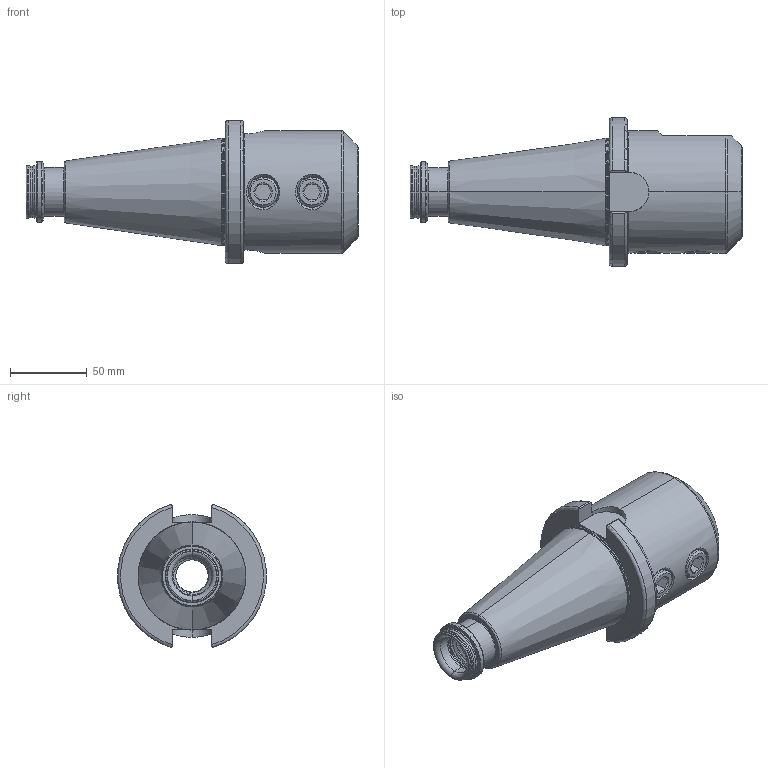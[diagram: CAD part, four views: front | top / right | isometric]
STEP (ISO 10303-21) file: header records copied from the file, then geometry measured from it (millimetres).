
FILE_DESCRIPTION (( 'STEP AP203' ), '1' );
FILE_NAME ('501.04.40.STEP', '2016-11-26T04:51:09', ( '' ), ( '' ), 'SwSTEP 2.0', 'SolidWorks 2012', '' );
FILE_SCHEMA (( 'CONFIG_CONTROL_DESIGN' ));
Length unit declared in the file: millimetre
Products named in the file (3): 側固32_M20x2_20L; 501.04.40
Assembly tree (3 placements, depth 2):
  501.04.40
    501.04.40
    側固32_M20x2_20L  x2
Bounding box: 216.8 x 96.96 x 93.35 mm (x, y, z)
Volume: 563610.2 mm3; surface area: 83685 mm2
Topology: 3 solids, 3 shells, 281 faces, 734 edges, 463 vertices
Faces by surface type: cylinder 127, plane 45, torus 37, cone 37, bspline 35
Entity records: 27465 total; most frequent: CARTESIAN_POINT 22009, ORIENTED_EDGE 1256, DIRECTION 900, EDGE_CURVE 628, VERTEX_POINT 396, AXIS2_PLACEMENT_3D 362, EDGE_LOOP 254, FACE_OUTER_BOUND 242
